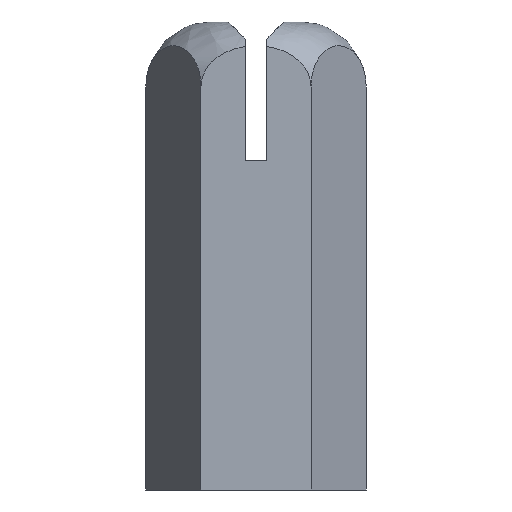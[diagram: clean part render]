
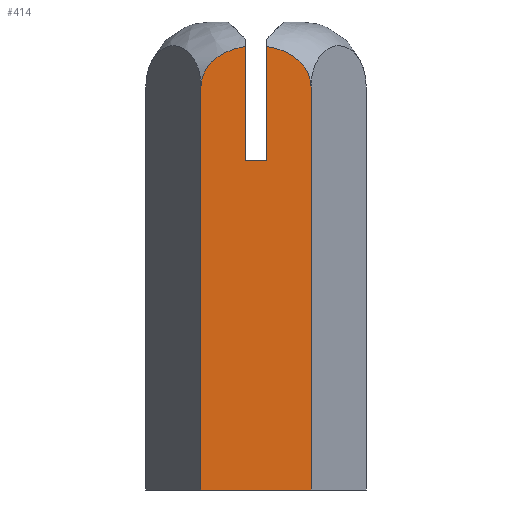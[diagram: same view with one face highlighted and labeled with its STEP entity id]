
A CAD part, front view. The second image highlights one B-rep face of the part: STEP entity #414.
In plain terms, the highlighted planar face has unit normal (0, -1, 0).
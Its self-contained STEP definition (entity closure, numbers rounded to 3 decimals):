
#18=LINE('',#822,#60);
#19=LINE('',#825,#61);
#26=LINE('',#838,#68);
#27=LINE('',#839,#69);
#28=LINE('',#841,#70);
#29=LINE('',#842,#71);
#60=VECTOR('',#478,10.);
#61=VECTOR('',#481,10.);
#68=VECTOR('',#494,10.);
#69=VECTOR('',#495,10.);
#70=VECTOR('',#496,10.);
#71=VECTOR('',#497,10.);
#104=PLANE('',#451);
#127=FACE_OUTER_BOUND('',#150,.T.);
#150=EDGE_LOOP('',(#320,#321,#322,#323,#324,#325,#326,#327));
#172=B_SPLINE_CURVE_WITH_KNOTS('',3,(#596,#597,#598,#599,#600,#601,#602,
#603,#604,#605,#606,#607),.UNSPECIFIED.,.F.,.F.,(4,2,2,2,2,4),(0.414,
0.47,0.533,0.615,0.675,0.771),
 .UNSPECIFIED.);
#184=B_SPLINE_CURVE_WITH_KNOTS('',3,(#799,#800,#801,#802,#803,#804,#805,
#806,#807,#808,#809,#810),.UNSPECIFIED.,.F.,.F.,(4,2,2,2,2,4),(0.886,
0.982,1.042,1.124,1.187,1.243),
 .UNSPECIFIED.);
#188=VERTEX_POINT('',#588);
#189=VERTEX_POINT('',#595);
#202=VERTEX_POINT('',#775);
#203=VERTEX_POINT('',#798);
#205=VERTEX_POINT('',#820);
#206=VERTEX_POINT('',#824);
#209=VERTEX_POINT('',#837);
#210=VERTEX_POINT('',#840);
#228=EDGE_CURVE('',#189,#188,#172,.T.);
#242=EDGE_CURVE('',#203,#202,#184,.T.);
#246=EDGE_CURVE('',#205,#202,#18,.T.);
#247=EDGE_CURVE('',#206,#203,#19,.T.);
#254=EDGE_CURVE('',#205,#209,#26,.T.);
#255=EDGE_CURVE('',#209,#189,#27,.T.);
#256=EDGE_CURVE('',#210,#188,#28,.T.);
#257=EDGE_CURVE('',#206,#210,#29,.T.);
#320=ORIENTED_EDGE('',*,*,#242,.T.);
#321=ORIENTED_EDGE('',*,*,#246,.F.);
#322=ORIENTED_EDGE('',*,*,#254,.T.);
#323=ORIENTED_EDGE('',*,*,#255,.T.);
#324=ORIENTED_EDGE('',*,*,#228,.T.);
#325=ORIENTED_EDGE('',*,*,#256,.F.);
#326=ORIENTED_EDGE('',*,*,#257,.F.);
#327=ORIENTED_EDGE('',*,*,#247,.T.);
#414=ADVANCED_FACE('',(#127),#104,.T.);
#451=AXIS2_PLACEMENT_3D('',#836,#492,#493);
#478=DIRECTION('',(0.,0.,1.));
#481=DIRECTION('',(0.,0.,1.));
#492=DIRECTION('center_axis',(0.,-1.,0.));
#493=DIRECTION('ref_axis',(1.,0.,0.));
#494=DIRECTION('',(1.,0.,0.));
#495=DIRECTION('',(0.,0.,1.));
#496=DIRECTION('',(0.,0.,1.));
#497=DIRECTION('',(1.,0.,0.));
#588=CARTESIAN_POINT('',(0.6,-5.5,25.588));
#595=CARTESIAN_POINT('',(3.175,-5.5,23.249));
#596=CARTESIAN_POINT('Ctrl Pts',(3.175,-5.5,23.249));
#597=CARTESIAN_POINT('Ctrl Pts',(3.175,-5.5,23.436));
#598=CARTESIAN_POINT('Ctrl Pts',(3.14,-5.5,23.658));
#599=CARTESIAN_POINT('Ctrl Pts',(3.018,-5.5,24.034));
#600=CARTESIAN_POINT('Ctrl Pts',(2.901,-5.5,24.256));
#601=CARTESIAN_POINT('Ctrl Pts',(2.617,-5.5,24.645));
#602=CARTESIAN_POINT('Ctrl Pts',(2.378,-5.5,24.867));
#603=CARTESIAN_POINT('Ctrl Pts',(1.987,-5.5,25.133));
#604=CARTESIAN_POINT('Ctrl Pts',(1.776,-5.5,25.245));
#605=CARTESIAN_POINT('Ctrl Pts',(1.295,-5.5,25.447));
#606=CARTESIAN_POINT('Ctrl Pts',(0.946,-5.5,25.541));
#607=CARTESIAN_POINT('Ctrl Pts',(0.6,-5.5,25.588));
#775=CARTESIAN_POINT('',(-3.175,-5.5,23.249));
#798=CARTESIAN_POINT('',(-0.6,-5.5,25.588));
#799=CARTESIAN_POINT('Ctrl Pts',(-0.6,-5.5,25.588));
#800=CARTESIAN_POINT('Ctrl Pts',(-0.946,-5.5,25.541));
#801=CARTESIAN_POINT('Ctrl Pts',(-1.295,-5.5,25.447));
#802=CARTESIAN_POINT('Ctrl Pts',(-1.776,-5.5,25.245));
#803=CARTESIAN_POINT('Ctrl Pts',(-1.987,-5.5,25.133));
#804=CARTESIAN_POINT('Ctrl Pts',(-2.378,-5.5,24.867));
#805=CARTESIAN_POINT('Ctrl Pts',(-2.617,-5.5,24.645));
#806=CARTESIAN_POINT('Ctrl Pts',(-2.901,-5.5,24.256));
#807=CARTESIAN_POINT('Ctrl Pts',(-3.018,-5.5,24.034));
#808=CARTESIAN_POINT('Ctrl Pts',(-3.14,-5.5,23.658));
#809=CARTESIAN_POINT('Ctrl Pts',(-3.175,-5.5,23.436));
#810=CARTESIAN_POINT('Ctrl Pts',(-3.175,-5.5,23.249));
#820=CARTESIAN_POINT('',(-3.175,-5.5,0.));
#822=CARTESIAN_POINT('',(-3.175,-5.5,0.));
#824=CARTESIAN_POINT('',(-0.6,-5.5,19.));
#825=CARTESIAN_POINT('',(-0.6,-5.5,19.));
#836=CARTESIAN_POINT('Origin',(-3.175,-5.5,0.));
#837=CARTESIAN_POINT('',(3.175,-5.5,0.));
#838=CARTESIAN_POINT('',(-3.175,-5.5,0.));
#839=CARTESIAN_POINT('',(3.175,-5.5,0.));
#840=CARTESIAN_POINT('',(0.6,-5.5,19.));
#841=CARTESIAN_POINT('',(0.6,-5.5,19.));
#842=CARTESIAN_POINT('',(-1.588,-5.5,19.));
